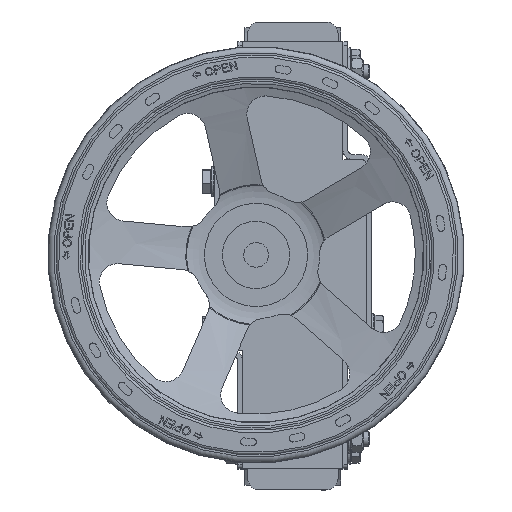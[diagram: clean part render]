
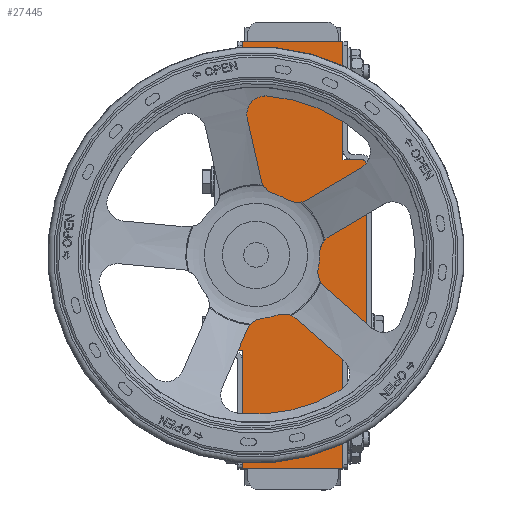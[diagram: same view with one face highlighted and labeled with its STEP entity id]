
A CAD part, top view. The second image highlights one B-rep face of the part: STEP entity #27445.
In plain terms, the highlighted planar face has unit normal (0, 0, 1).
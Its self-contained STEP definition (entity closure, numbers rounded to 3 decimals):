
#803=FACE_BOUND('',#5224,.T.);
#1888=PLANE('',#29786);
#3561=FACE_OUTER_BOUND('',#5223,.T.);
#5223=EDGE_LOOP('',(#22908,#22909,#22910,#22911,#22912,#22913,#22914,#22915,
#22916,#22917,#22918,#22919,#22920,#22921,#22922,#22923));
#5224=EDGE_LOOP('',(#22924));
#7244=LINE('',#46540,#9573);
#7247=LINE('',#46545,#9576);
#7249=LINE('',#46549,#9578);
#7251=LINE('',#46553,#9580);
#7253=LINE('',#46557,#9582);
#7255=LINE('',#46561,#9584);
#7257=LINE('',#46565,#9586);
#7259=LINE('',#46569,#9588);
#7261=LINE('',#46573,#9590);
#7263=LINE('',#46577,#9592);
#7265=LINE('',#46581,#9594);
#7267=LINE('',#46585,#9596);
#7269=LINE('',#46589,#9598);
#7271=LINE('',#46593,#9600);
#7273=LINE('',#46597,#9602);
#7275=LINE('',#46600,#9604);
#9573=VECTOR('',#34776,10.);
#9576=VECTOR('',#34781,10.);
#9578=VECTOR('',#34785,10.);
#9580=VECTOR('',#34789,10.);
#9582=VECTOR('',#34793,10.);
#9584=VECTOR('',#34797,10.);
#9586=VECTOR('',#34801,10.);
#9588=VECTOR('',#34805,10.);
#9590=VECTOR('',#34809,10.);
#9592=VECTOR('',#34813,10.);
#9594=VECTOR('',#34817,10.);
#9596=VECTOR('',#34821,10.);
#9598=VECTOR('',#34825,10.);
#9600=VECTOR('',#34829,10.);
#9602=VECTOR('',#34833,10.);
#9604=VECTOR('',#34837,10.);
#11325=CIRCLE('',#29762,10.5);
#13147=VERTEX_POINT('',#46489);
#13168=VERTEX_POINT('',#46538);
#13169=VERTEX_POINT('',#46539);
#13170=VERTEX_POINT('',#46544);
#13171=VERTEX_POINT('',#46548);
#13172=VERTEX_POINT('',#46552);
#13173=VERTEX_POINT('',#46556);
#13174=VERTEX_POINT('',#46560);
#13175=VERTEX_POINT('',#46564);
#13176=VERTEX_POINT('',#46568);
#13177=VERTEX_POINT('',#46572);
#13178=VERTEX_POINT('',#46576);
#13179=VERTEX_POINT('',#46580);
#13180=VERTEX_POINT('',#46584);
#13181=VERTEX_POINT('',#46588);
#13182=VERTEX_POINT('',#46592);
#13183=VERTEX_POINT('',#46596);
#16563=EDGE_CURVE('',#13147,#13147,#11325,.T.);
#16587=EDGE_CURVE('',#13168,#13169,#7244,.T.);
#16590=EDGE_CURVE('',#13169,#13170,#7247,.T.);
#16592=EDGE_CURVE('',#13170,#13171,#7249,.T.);
#16594=EDGE_CURVE('',#13171,#13172,#7251,.T.);
#16596=EDGE_CURVE('',#13172,#13173,#7253,.T.);
#16598=EDGE_CURVE('',#13173,#13174,#7255,.T.);
#16600=EDGE_CURVE('',#13174,#13175,#7257,.T.);
#16602=EDGE_CURVE('',#13175,#13176,#7259,.T.);
#16604=EDGE_CURVE('',#13176,#13177,#7261,.T.);
#16606=EDGE_CURVE('',#13177,#13178,#7263,.T.);
#16608=EDGE_CURVE('',#13178,#13179,#7265,.T.);
#16610=EDGE_CURVE('',#13179,#13180,#7267,.T.);
#16612=EDGE_CURVE('',#13180,#13181,#7269,.T.);
#16614=EDGE_CURVE('',#13181,#13182,#7271,.T.);
#16616=EDGE_CURVE('',#13182,#13183,#7273,.T.);
#16618=EDGE_CURVE('',#13183,#13168,#7275,.T.);
#22908=ORIENTED_EDGE('',*,*,#16587,.F.);
#22909=ORIENTED_EDGE('',*,*,#16618,.F.);
#22910=ORIENTED_EDGE('',*,*,#16616,.F.);
#22911=ORIENTED_EDGE('',*,*,#16614,.F.);
#22912=ORIENTED_EDGE('',*,*,#16612,.F.);
#22913=ORIENTED_EDGE('',*,*,#16610,.F.);
#22914=ORIENTED_EDGE('',*,*,#16608,.F.);
#22915=ORIENTED_EDGE('',*,*,#16606,.F.);
#22916=ORIENTED_EDGE('',*,*,#16604,.F.);
#22917=ORIENTED_EDGE('',*,*,#16602,.F.);
#22918=ORIENTED_EDGE('',*,*,#16600,.F.);
#22919=ORIENTED_EDGE('',*,*,#16598,.F.);
#22920=ORIENTED_EDGE('',*,*,#16596,.F.);
#22921=ORIENTED_EDGE('',*,*,#16594,.F.);
#22922=ORIENTED_EDGE('',*,*,#16592,.F.);
#22923=ORIENTED_EDGE('',*,*,#16590,.F.);
#22924=ORIENTED_EDGE('',*,*,#16563,.T.);
#27445=ADVANCED_FACE('',(#3561,#803),#1888,.T.);
#29762=AXIS2_PLACEMENT_3D('',#46490,#34739,#34740);
#29786=AXIS2_PLACEMENT_3D('',#46601,#34838,#34839);
#34739=DIRECTION('center_axis',(0.,0.,-1.));
#34740=DIRECTION('ref_axis',(-1.,0.,0.));
#34776=DIRECTION('',(-0.707,-0.707,0.));
#34781=DIRECTION('',(-1.,0.,0.));
#34785=DIRECTION('',(-0.707,0.707,0.));
#34789=DIRECTION('',(0.,1.,0.));
#34793=DIRECTION('',(-1.,0.,0.));
#34797=DIRECTION('',(0.,1.,0.));
#34801=DIRECTION('',(1.,0.,0.));
#34805=DIRECTION('',(0.,1.,0.));
#34809=DIRECTION('',(0.707,0.707,0.));
#34813=DIRECTION('',(1.,0.,0.));
#34817=DIRECTION('',(0.707,-0.707,0.));
#34821=DIRECTION('',(0.,-1.,0.));
#34825=DIRECTION('',(1.,0.,0.));
#34829=DIRECTION('',(0.,-1.,0.));
#34833=DIRECTION('',(-1.,0.,0.));
#34837=DIRECTION('',(0.,-1.,0.));
#34838=DIRECTION('center_axis',(0.,0.,1.));
#34839=DIRECTION('ref_axis',(1.,0.,0.));
#46489=CARTESIAN_POINT('',(10.5,30.,12.5));
#46490=CARTESIAN_POINT('Origin',(0.,30.,12.5));
#46538=CARTESIAN_POINT('',(78.,-57.,12.5));
#46539=CARTESIAN_POINT('',(75.,-60.,12.5));
#46540=CARTESIAN_POINT('',(78.,-57.,12.5));
#46544=CARTESIAN_POINT('',(-75.,-60.,12.5));
#46545=CARTESIAN_POINT('',(75.,-60.,12.5));
#46548=CARTESIAN_POINT('',(-78.,-57.,12.5));
#46549=CARTESIAN_POINT('',(-75.,-60.,12.5));
#46552=CARTESIAN_POINT('',(-78.,-41.,12.5));
#46553=CARTESIAN_POINT('',(-78.,-57.,12.5));
#46556=CARTESIAN_POINT('',(-174.,-41.,12.5));
#46557=CARTESIAN_POINT('',(-78.,-41.,12.5));
#46560=CARTESIAN_POINT('',(-174.,41.,12.5));
#46561=CARTESIAN_POINT('',(-174.,-41.,12.5));
#46564=CARTESIAN_POINT('',(-78.,41.,12.5));
#46565=CARTESIAN_POINT('',(-174.,41.,12.5));
#46568=CARTESIAN_POINT('',(-78.,57.,12.5));
#46569=CARTESIAN_POINT('',(-78.,41.,12.5));
#46572=CARTESIAN_POINT('',(-75.,60.,12.5));
#46573=CARTESIAN_POINT('',(-78.,57.,12.5));
#46576=CARTESIAN_POINT('',(75.,60.,12.5));
#46577=CARTESIAN_POINT('',(-75.,60.,12.5));
#46580=CARTESIAN_POINT('',(78.,57.,12.5));
#46581=CARTESIAN_POINT('',(75.,60.,12.5));
#46584=CARTESIAN_POINT('',(78.,41.,12.5));
#46585=CARTESIAN_POINT('',(78.,57.,12.5));
#46588=CARTESIAN_POINT('',(174.,41.,12.5));
#46589=CARTESIAN_POINT('',(78.,41.,12.5));
#46592=CARTESIAN_POINT('',(174.,-41.,12.5));
#46593=CARTESIAN_POINT('',(174.,41.,12.5));
#46596=CARTESIAN_POINT('',(78.,-41.,12.5));
#46597=CARTESIAN_POINT('',(174.,-41.,12.5));
#46600=CARTESIAN_POINT('',(78.,-41.,12.5));
#46601=CARTESIAN_POINT('Origin',(0.,0.,
12.5));
